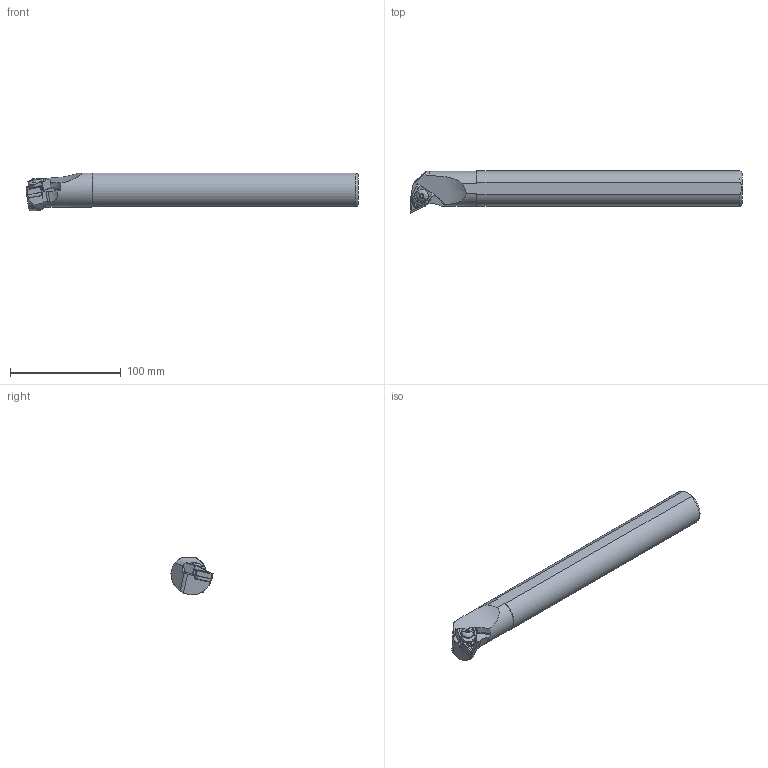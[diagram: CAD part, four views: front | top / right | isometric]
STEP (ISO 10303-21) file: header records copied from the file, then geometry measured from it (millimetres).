
FILE_DESCRIPTION (( 'STEP AP214' ), '1' );
FILE_NAME ('S32T-MTUNR-16-LIGHT.STP', '2023-10-19T11:05:48', ( '' ), ( '' ), 'SwSTEP 2.0', 'SolidWorks 2018', '' );
FILE_SCHEMA (( 'AUTOMOTIVE_DESIGN' ));
Length unit declared in the file: millimetre
Products named in the file (1): S32T-MTUNR-16-LIGHT
Bounding box: 300 x 38 x 33.75 mm (x, y, z)
Volume: 227670.6 mm3; surface area: 32729.1 mm2
Topology: 2 solids, 3 shells, 235 faces, 590 edges, 360 vertices
Faces by surface type: plane 107, cylinder 58, cone 34, torus 22, bspline 12, sphere 2
Entity records: 10019 total; most frequent: CARTESIAN_POINT 3593, ORIENTED_EDGE 1164, DIRECTION 1077, EDGE_CURVE 582, AXIS2_PLACEMENT_3D 393, VERTEX_POINT 360, VECTOR 291, LINE 291
